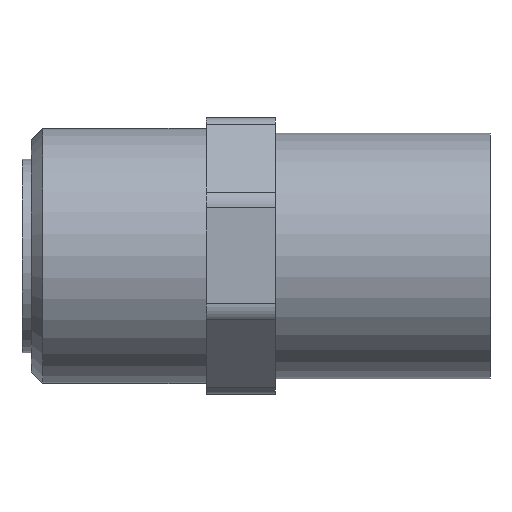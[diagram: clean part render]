
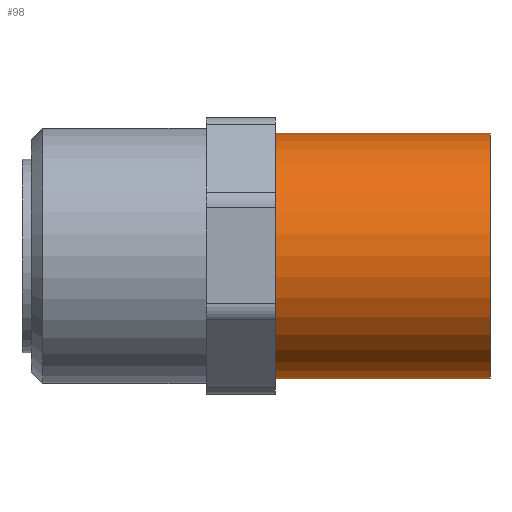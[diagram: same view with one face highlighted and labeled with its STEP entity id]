
A CAD part, top view. The second image highlights one B-rep face of the part: STEP entity #98.
In plain terms, the highlighted cylindrical face has radius 16 mm (diameter 32 mm), a partial arc.
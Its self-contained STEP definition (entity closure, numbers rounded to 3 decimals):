
#98 = ADVANCED_FACE( '', ( #154 ), #155, .T. );
#154 = FACE_OUTER_BOUND( '', #221, .T. );
#155 = CYLINDRICAL_SURFACE( '', #222, 16. );
#221 = EDGE_LOOP( '', ( #402, #403, #404, #405 ) );
#222 = AXIS2_PLACEMENT_3D( '', #406, #407, #408 );
#402 = ORIENTED_EDGE( '', *, *, #497, .T. );
#403 = ORIENTED_EDGE( '', *, *, #556, .F. );
#404 = ORIENTED_EDGE( '', *, *, #499, .T. );
#405 = ORIENTED_EDGE( '', *, *, #555, .T. );
#406 = CARTESIAN_POINT( '', ( -14., 0., 0. ) );
#407 = DIRECTION( '', ( 1., 0., 0. ) );
#408 = DIRECTION( '', ( 0., 1., 0. ) );
#497 = EDGE_CURVE( '', #583, #584, #585, .T. );
#499 = EDGE_CURVE( '', #588, #586, #589, .T. );
#555 = EDGE_CURVE( '', #586, #583, #681, .T. );
#556 = EDGE_CURVE( '', #588, #584, #682, .T. );
#583 = VERTEX_POINT( '', #715 );
#584 = VERTEX_POINT( '', #716 );
#585 = LINE( '', #717, #718 );
#586 = VERTEX_POINT( '', #719 );
#588 = VERTEX_POINT( '', #721 );
#589 = LINE( '', #722, #723 );
#681 = CIRCLE( '', #849, 16. );
#682 = CIRCLE( '', #850, 16. );
#715 = CARTESIAN_POINT( '', ( 0., 16., 0. ) );
#716 = CARTESIAN_POINT( '', ( -28., 16., 0. ) );
#717 = CARTESIAN_POINT( '', ( -14., 16., 0. ) );
#718 = VECTOR( '', #877, 1. );
#719 = CARTESIAN_POINT( '', ( 0., -16., 0. ) );
#721 = CARTESIAN_POINT( '', ( -28., -16., 0. ) );
#722 = CARTESIAN_POINT( '', ( -14., -16., 0. ) );
#723 = VECTOR( '', #881, 1. );
#849 = AXIS2_PLACEMENT_3D( '', #979, #980, #981 );
#850 = AXIS2_PLACEMENT_3D( '', #982, #983, #984 );
#877 = DIRECTION( '', ( -1., 0., 0. ) );
#881 = DIRECTION( '', ( 1., 0., 0. ) );
#979 = CARTESIAN_POINT( '', ( 0., 0., 0. ) );
#980 = DIRECTION( '', ( -1., 0., 0. ) );
#981 = DIRECTION( '', ( 0., 1., 0. ) );
#982 = CARTESIAN_POINT( '', ( -28., 0., 0. ) );
#983 = DIRECTION( '', ( -1., 0., 0. ) );
#984 = DIRECTION( '', ( 0., 1., 0. ) );
